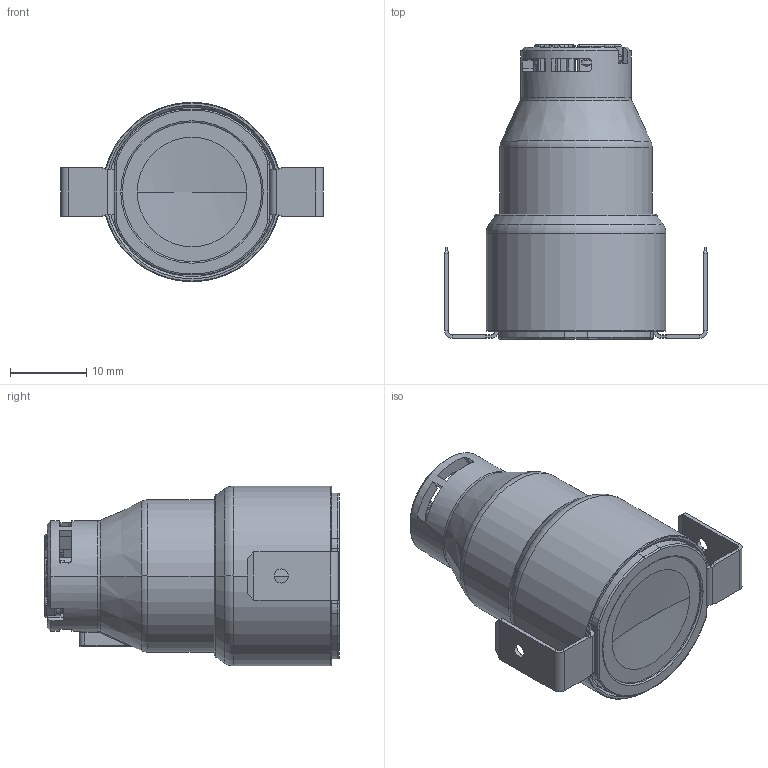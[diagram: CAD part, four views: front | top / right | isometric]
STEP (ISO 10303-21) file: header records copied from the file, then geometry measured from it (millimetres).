
FILE_DESCRIPTION((''),'2;1');
FILE_NAME('77200649_SCHRUMPF_PRT','2020-05-12T15:44:33',('SVC-Windchill'),(''),'CREO PARAMETRIC BY PTC INC, 2018500','CREO PARAMETRIC BY PTC INC, 2018500','');
FILE_SCHEMA(('AUTOMOTIVE_DESIGN { 1 0 10303 214 1 1 1 1 }'));
Length unit declared in the file: millimetre
Products named in the file (1): 77200649_SCHRUMPF_PRT
Bounding box: 34.5 x 38.65 x 23.6 mm (x, y, z)
Volume: 11874.4 mm3; surface area: 4469.1 mm2
Topology: 1 solids, 1 shells, 443 faces, 1147 edges, 706 vertices
Faces by surface type: plane 205, cylinder 131, torus 48, cone 35, bspline 18, sphere 6
Entity records: 25008 total; most frequent: CARTESIAN_POINT 7369, ORIENTED_EDGE 2280, DIRECTION 2226, PRESENTATION_STYLE_ASSIGNMENT 1584, STYLED_ITEM 1142, CURVE_STYLE 1141, EDGE_CURVE 1140, AXIS2_PLACEMENT_3D 815
